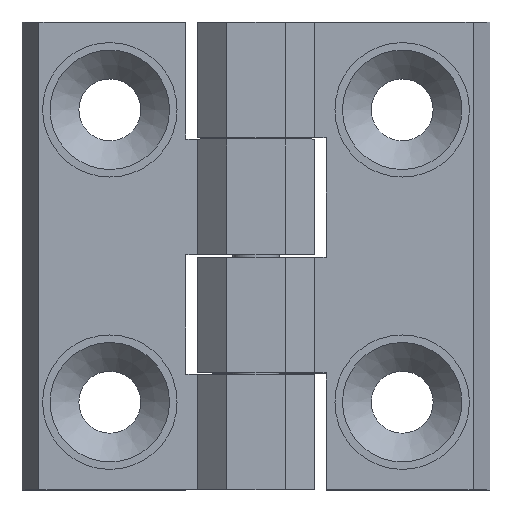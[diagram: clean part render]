
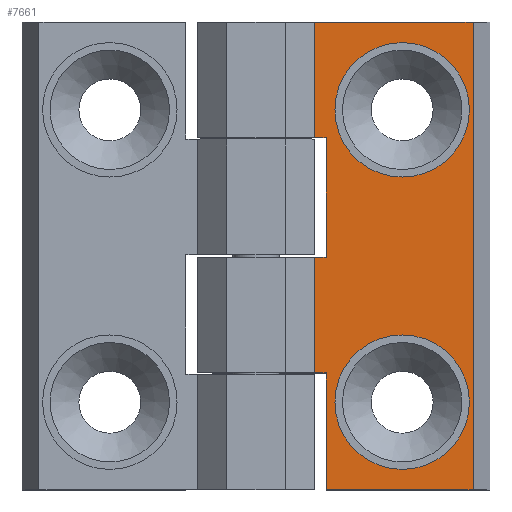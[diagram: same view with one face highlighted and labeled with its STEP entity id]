
A CAD part, top view. The second image highlights one B-rep face of the part: STEP entity #7661.
In plain terms, the highlighted planar face has unit normal (0, 0, 1).
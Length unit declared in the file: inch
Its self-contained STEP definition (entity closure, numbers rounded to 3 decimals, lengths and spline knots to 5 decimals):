
#132=FACE_BOUND('',#1095,.T.);
#133=FACE_BOUND('',#1096,.T.);
#161=PLANE('',#8300);
#579=FACE_OUTER_BOUND('',#1094,.T.);
#1094=EDGE_LOOP('',(#5667,#5668,#5669,#5670,#5671,#5672,#5673,#5674,#5675,
#5676));
#1095=EDGE_LOOP('',(#5677));
#1096=EDGE_LOOP('',(#5678));
#1697=LINE('',#12139,#2426);
#1705=LINE('',#12158,#2434);
#1706=LINE('',#12160,#2435);
#1707=LINE('',#12162,#2436);
#1708=LINE('',#12164,#2437);
#1709=LINE('',#12166,#2438);
#1710=LINE('',#12168,#2439);
#1711=LINE('',#12170,#2440);
#1712=LINE('',#12171,#2441);
#1713=LINE('',#12172,#2442);
#2426=VECTOR('',#9533,0.03937);
#2434=VECTOR('',#9545,0.03937);
#2435=VECTOR('',#9546,0.38976);
#2436=VECTOR('',#9547,0.03937);
#2437=VECTOR('',#9548,0.3937);
#2438=VECTOR('',#9549,0.49436);
#2439=VECTOR('',#9550,1.5748);
#2440=VECTOR('',#9551,0.53373);
#2441=VECTOR('',#9552,0.38976);
#2442=VECTOR('',#9553,0.40157);
#3170=CIRCLE('',#8301,0.22638);
#3171=CIRCLE('',#8302,0.22638);
#3750=VERTEX_POINT('',#12137);
#3751=VERTEX_POINT('',#12138);
#3759=VERTEX_POINT('',#12156);
#3760=VERTEX_POINT('',#12157);
#3761=VERTEX_POINT('',#12159);
#3762=VERTEX_POINT('',#12161);
#3763=VERTEX_POINT('',#12163);
#3764=VERTEX_POINT('',#12165);
#3765=VERTEX_POINT('',#12167);
#3766=VERTEX_POINT('',#12169);
#3767=VERTEX_POINT('',#12173);
#3768=VERTEX_POINT('',#12175);
#4440=EDGE_CURVE('',#3750,#3751,#1697,.T.);
#4449=EDGE_CURVE('',#3759,#3760,#1705,.T.);
#4450=EDGE_CURVE('',#3761,#3760,#1706,.T.);
#4451=EDGE_CURVE('',#3761,#3762,#1707,.T.);
#4452=EDGE_CURVE('',#3762,#3763,#1708,.T.);
#4453=EDGE_CURVE('',#3764,#3763,#1709,.T.);
#4454=EDGE_CURVE('',#3765,#3764,#1710,.T.);
#4455=EDGE_CURVE('',#3765,#3766,#1711,.T.);
#4456=EDGE_CURVE('',#3750,#3766,#1712,.T.);
#4457=EDGE_CURVE('',#3751,#3759,#1713,.T.);
#4458=EDGE_CURVE('',#3767,#3767,#3170,.T.);
#4459=EDGE_CURVE('',#3768,#3768,#3171,.T.);
#5667=ORIENTED_EDGE('',*,*,#4449,.T.);
#5668=ORIENTED_EDGE('',*,*,#4450,.F.);
#5669=ORIENTED_EDGE('',*,*,#4451,.T.);
#5670=ORIENTED_EDGE('',*,*,#4452,.T.);
#5671=ORIENTED_EDGE('',*,*,#4453,.F.);
#5672=ORIENTED_EDGE('',*,*,#4454,.F.);
#5673=ORIENTED_EDGE('',*,*,#4455,.T.);
#5674=ORIENTED_EDGE('',*,*,#4456,.F.);
#5675=ORIENTED_EDGE('',*,*,#4440,.T.);
#5676=ORIENTED_EDGE('',*,*,#4457,.T.);
#5677=ORIENTED_EDGE('',*,*,#4458,.F.);
#5678=ORIENTED_EDGE('',*,*,#4459,.F.);
#7661=ADVANCED_FACE('',(#579,#132,#133),#161,.T.);
#8300=AXIS2_PLACEMENT_3D('',#12155,#9543,#9544);
#8301=AXIS2_PLACEMENT_3D('',#12174,#9554,#9555);
#8302=AXIS2_PLACEMENT_3D('',#12176,#9556,#9557);
#9533=DIRECTION('',(1.,0.,0.));
#9543=DIRECTION('center_axis',(0.,0.,1.));
#9544=DIRECTION('ref_axis',(-1.,0.,0.));
#9545=DIRECTION('',(-1.,0.,0.));
#9546=DIRECTION('',(0.,1.,0.));
#9547=DIRECTION('',(1.,0.,0.));
#9548=DIRECTION('',(0.,-1.,0.));
#9549=DIRECTION('',(-1.,0.,0.));
#9550=DIRECTION('',(0.,-1.,0.));
#9551=DIRECTION('',(-1.,0.,0.));
#9552=DIRECTION('',(0.,1.,0.));
#9553=DIRECTION('',(0.,-1.,0.));
#9554=DIRECTION('center_axis',(0.,0.,1.));
#9555=DIRECTION('ref_axis',(0.,1.,0.));
#9556=DIRECTION('center_axis',(0.,0.,1.));
#9557=DIRECTION('ref_axis',(0.,1.,0.));
#12137=CARTESIAN_POINT('',(0.19685,0.39764,0.19685));
#12138=CARTESIAN_POINT('',(0.23622,0.39764,0.19685));
#12139=CARTESIAN_POINT('',(0.19685,0.39764,0.19685));
#12155=CARTESIAN_POINT('Origin',(0.46371,0.,0.19685));
#12156=CARTESIAN_POINT('',(0.23622,-0.00394,0.19685));
#12157=CARTESIAN_POINT('',(0.19685,-0.00394,0.19685));
#12158=CARTESIAN_POINT('',(0.23622,-0.00394,0.19685));
#12159=CARTESIAN_POINT('',(0.19685,-0.3937,0.19685));
#12160=CARTESIAN_POINT('',(0.19685,-0.3937,0.19685));
#12161=CARTESIAN_POINT('',(0.23622,-0.3937,0.19685));
#12162=CARTESIAN_POINT('',(0.19685,-0.3937,0.19685));
#12163=CARTESIAN_POINT('',(0.23622,-0.7874,0.19685));
#12164=CARTESIAN_POINT('',(0.23622,-0.3937,0.19685));
#12165=CARTESIAN_POINT('',(0.73058,-0.7874,0.19685));
#12166=CARTESIAN_POINT('',(0.73058,-0.7874,0.19685));
#12167=CARTESIAN_POINT('',(0.73058,0.7874,0.19685));
#12168=CARTESIAN_POINT('',(0.73058,0.7874,0.19685));
#12169=CARTESIAN_POINT('',(0.19685,0.7874,0.19685));
#12170=CARTESIAN_POINT('',(0.73058,0.7874,0.19685));
#12171=CARTESIAN_POINT('',(0.19685,0.39764,0.19685));
#12172=CARTESIAN_POINT('',(0.23622,0.39764,0.19685));
#12173=CARTESIAN_POINT('',(0.49213,-0.7185,0.19685));
#12174=CARTESIAN_POINT('Origin',(0.49213,-0.49213,0.19685));
#12175=CARTESIAN_POINT('',(0.49213,0.26575,0.19685));
#12176=CARTESIAN_POINT('Origin',(0.49213,0.49213,0.19685));
